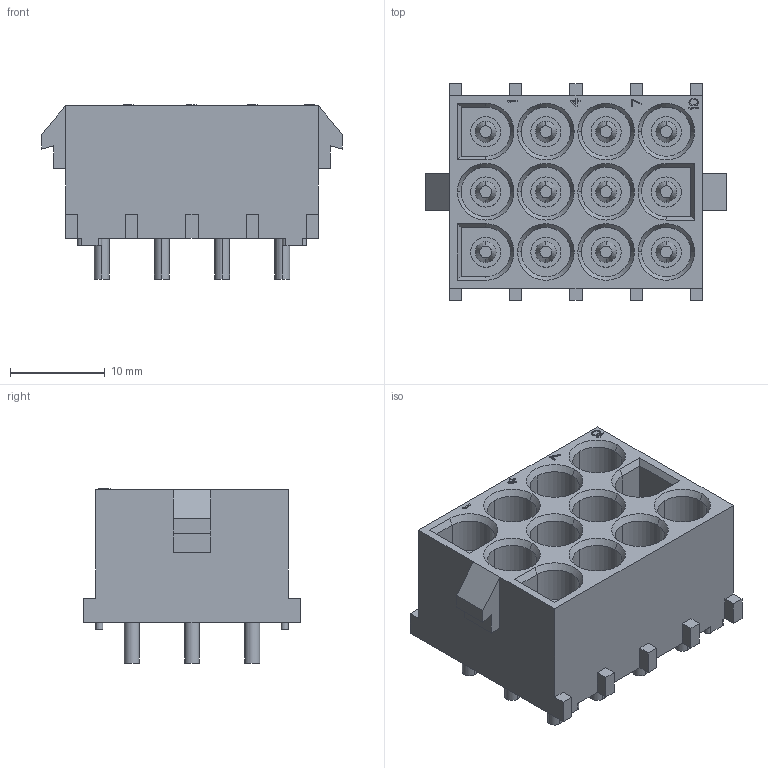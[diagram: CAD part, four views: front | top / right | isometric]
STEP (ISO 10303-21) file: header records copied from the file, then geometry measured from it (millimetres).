
FILE_DESCRIPTION((''),'2;1');
FILE_NAME('TYCO_350713-1.stp','2012-09-26T10:17:57',(''),(''),'Mechanical Desktop 2011','Mechanical Desktop 2011',', , ');
FILE_SCHEMA(('AUTOMOTIVE_DESIGN { 1 2 10303 214 1 1 1 1 }'));
Length unit declared in the file: millimetre
Products named in the file (1): Product
Bounding box: 31.75 x 22.86 x 18.38 mm (x, y, z)
Volume: 4886.8 mm3; surface area: 6599.2 mm2
Topology: 37 solids, 37 shells, 398 faces, 884 edges, 579 vertices
Faces by surface type: plane 252, cylinder 101, cone 45
Entity records: 11010 total; most frequent: DIRECTION 1956, CARTESIAN_POINT 1862, ORIENTED_EDGE 1768, EDGE_CURVE 884, AXIS2_PLACEMENT_3D 673, VECTOR 610, LINE 610, VERTEX_POINT 579
